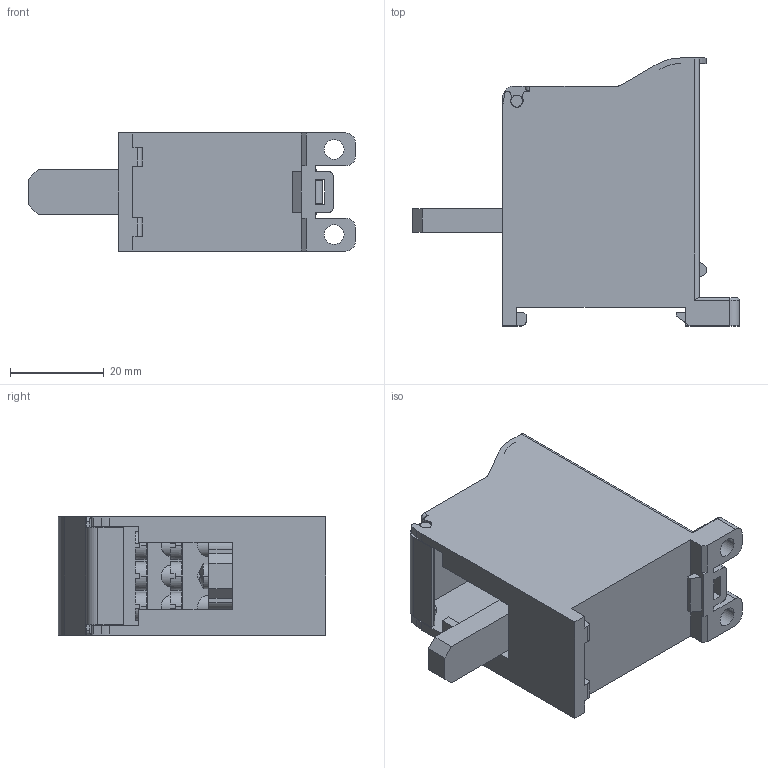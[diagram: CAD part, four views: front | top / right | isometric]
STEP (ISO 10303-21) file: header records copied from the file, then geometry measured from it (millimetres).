
FILE_DESCRIPTION((''),'2;1');
FILE_NAME('5YB576339_ASM','2023-12-04T',('dell'),(''),'PRO/ENGINEER BY PARAMETRIC TECHNOLOGY CORPORATION, 2013230','PRO/ENGINEER BY PARAMETRIC TECHNOLOGY CORPORATION, 2013230','');
FILE_SCHEMA(('AUTOMOTIVE_DESIGN { 1 0 10303 214 1 1 1 1 }'));
Length unit declared in the file: millimetre
Products named in the file (1): 5YB576339_ASM
Bounding box: 69.7 x 57.2 x 25.2 mm (x, y, z)
Volume: 34072.6 mm3; surface area: 18795 mm2
Topology: 1 solids, 4 shells, 482 faces, 1371 edges, 894 vertices
Faces by surface type: plane 227, cylinder 187, cone 32, torus 19, sphere 14, bspline 3
Entity records: 18947 total; most frequent: CARTESIAN_POINT 4256, ORIENTED_EDGE 2712, DIRECTION 2650, EDGE_CURVE 1356, AXIS2_PLACEMENT_3D 938, VERTEX_POINT 894, VECTOR 774, LINE 774
